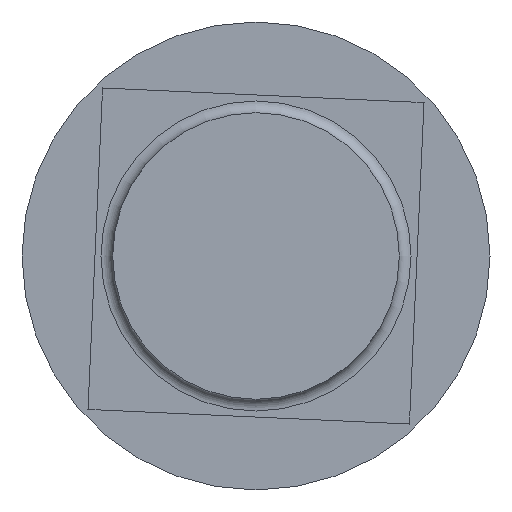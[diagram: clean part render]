
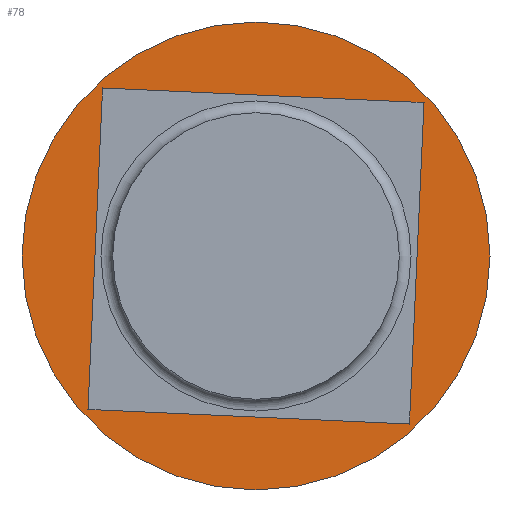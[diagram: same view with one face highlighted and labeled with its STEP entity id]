
A CAD part, front view. The second image highlights one B-rep face of the part: STEP entity #78.
In plain terms, the highlighted planar face has unit normal (0, -1, 0).
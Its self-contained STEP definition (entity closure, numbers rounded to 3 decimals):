
#78=ADVANCED_FACE('',(#144,#145),#146,.T.);
#144=FACE_OUTER_BOUND('',#222,.T.);
#145=FACE_BOUND('',#223,.T.);
#146=PLANE('',#224);
#222=EDGE_LOOP('',(#298));
#223=EDGE_LOOP('',(#299,#300,#301,#302));
#224=AXIS2_PLACEMENT_3D('',#303,#304,#305);
#298=ORIENTED_EDGE('',*,*,#416,.T.);
#299=ORIENTED_EDGE('',*,*,#418,.F.);
#300=ORIENTED_EDGE('',*,*,#419,.F.);
#301=ORIENTED_EDGE('',*,*,#420,.F.);
#302=ORIENTED_EDGE('',*,*,#421,.F.);
#303=CARTESIAN_POINT('',(-31.434,1.5,243.763));
#304=DIRECTION('',(0.,-1.0,0.));
#305=DIRECTION('',(0.999,0.,-0.045));
#416=EDGE_CURVE('',#463,#463,#464,.T.);
#418=EDGE_CURVE('',#466,#467,#468,.T.);
#419=EDGE_CURVE('',#469,#466,#470,.T.);
#420=EDGE_CURVE('',#471,#469,#472,.T.);
#421=EDGE_CURVE('',#467,#471,#473,.T.);
#463=VERTEX_POINT('',#529);
#464=CIRCLE('',#530,4.0);
#466=VERTEX_POINT('',#532);
#467=VERTEX_POINT('',#533);
#468=LINE('',#534,#535);
#469=VERTEX_POINT('',#536);
#470=LINE('',#537,#538);
#471=VERTEX_POINT('',#539);
#472=LINE('',#540,#541);
#473=LINE('',#542,#543);
#529=CARTESIAN_POINT('',(-31.434,1.5,239.763));
#530=AXIS2_PLACEMENT_3D('',#607,#608,#609);
#532=CARTESIAN_POINT('',(-34.057,1.5,246.635));
#533=CARTESIAN_POINT('',(-34.306,1.5,241.14));
#534=CARTESIAN_POINT('',(-34.085,1.5,245.999));
#535=VECTOR('',#610,1.0);
#536=CARTESIAN_POINT('',(-28.562,1.5,246.385));
#537=CARTESIAN_POINT('',(-34.04,1.5,246.634));
#538=VECTOR('',#611,1.0);
#539=CARTESIAN_POINT('',(-28.812,1.5,240.891));
#540=CARTESIAN_POINT('',(-28.783,1.5,241.526));
#541=VECTOR('',#612,1.0);
#542=CARTESIAN_POINT('',(-28.828,1.5,240.891));
#543=VECTOR('',#613,1.0);
#607=CARTESIAN_POINT('',(-31.434,1.5,243.763));
#608=DIRECTION('',(0.,-1.0,0.));
#609=DIRECTION('',(0.0,0.,-1.0));
#610=DIRECTION('',(-0.045,0.,-0.999));
#611=DIRECTION('',(-0.999,0.,0.045));
#612=DIRECTION('',(0.045,0.,0.999));
#613=DIRECTION('',(0.999,0.,-0.045));
